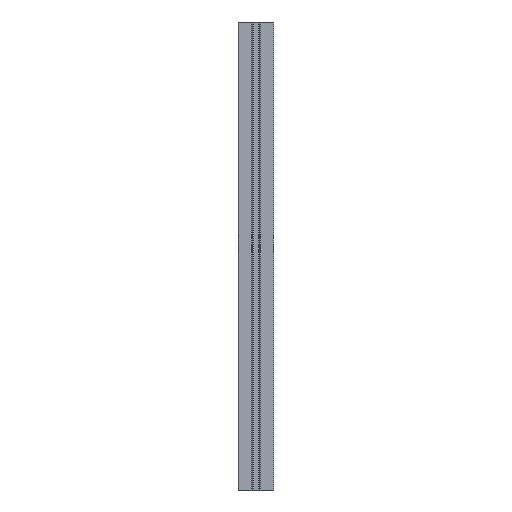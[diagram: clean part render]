
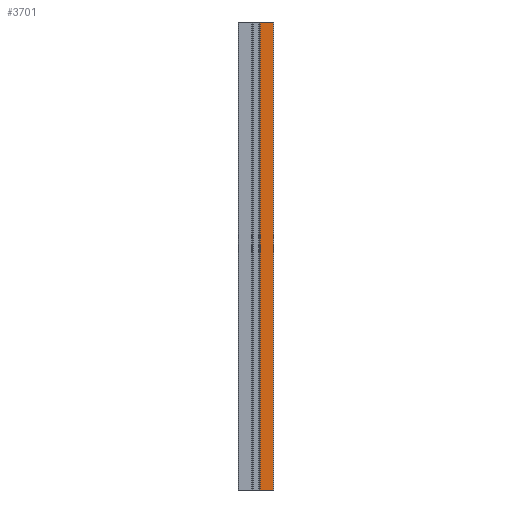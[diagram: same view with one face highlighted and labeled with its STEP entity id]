
A CAD part, front view. The second image highlights one B-rep face of the part: STEP entity #3701.
In plain terms, the highlighted planar face has unit normal (0, -1, 0).
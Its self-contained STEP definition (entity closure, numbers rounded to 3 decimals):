
#31=PLANE('',#4127);
#109=LINE('',#5762,#405);
#235=LINE('',#6376,#531);
#236=LINE('',#6379,#532);
#237=LINE('',#6380,#533);
#405=VECTOR('',#4419,5.6);
#531=VECTOR('',#5061,200.);
#532=VECTOR('',#5064,5.6);
#533=VECTOR('',#5065,200.);
#903=FACE_OUTER_BOUND('',#1102,.T.);
#1102=EDGE_LOOP('',(#3045,#3046,#3047,#3048));
#1541=VERTEX_POINT('',#5759);
#1542=VERTEX_POINT('',#5761);
#1772=VERTEX_POINT('',#6374);
#1773=VERTEX_POINT('',#6378);
#1947=EDGE_CURVE('',#1541,#1542,#109,.T.);
#2255=EDGE_CURVE('',#1541,#1772,#235,.T.);
#2256=EDGE_CURVE('',#1772,#1773,#236,.T.);
#2257=EDGE_CURVE('',#1542,#1773,#237,.T.);
#3045=ORIENTED_EDGE('',*,*,#2256,.T.);
#3046=ORIENTED_EDGE('',*,*,#2257,.F.);
#3047=ORIENTED_EDGE('',*,*,#1947,.F.);
#3048=ORIENTED_EDGE('',*,*,#2255,.T.);
#3701=ADVANCED_FACE('',(#903),#31,.T.);
#4127=AXIS2_PLACEMENT_3D('',#6377,#5062,#5063);
#4419=DIRECTION('',(1.,0.,0.));
#5061=DIRECTION('',(0.,0.,-1.));
#5062=DIRECTION('center_axis',(0.,-1.,0.));
#5063=DIRECTION('ref_axis',(0.,0.,-1.));
#5064=DIRECTION('',(1.,0.,0.));
#5065=DIRECTION('',(0.,0.,-1.));
#5759=CARTESIAN_POINT('',(1.8,-7.5,5.));
#5761=CARTESIAN_POINT('',(7.4,-7.5,5.));
#5762=CARTESIAN_POINT('',(1.8,-7.5,5.));
#6374=CARTESIAN_POINT('',(1.8,-7.5,-195.));
#6376=CARTESIAN_POINT('',(1.8,-7.5,5.));
#6377=CARTESIAN_POINT('Origin',(1.8,-7.5,5.));
#6378=CARTESIAN_POINT('',(7.4,-7.5,-195.));
#6379=CARTESIAN_POINT('',(1.8,-7.5,-195.));
#6380=CARTESIAN_POINT('',(7.4,-7.5,5.));
